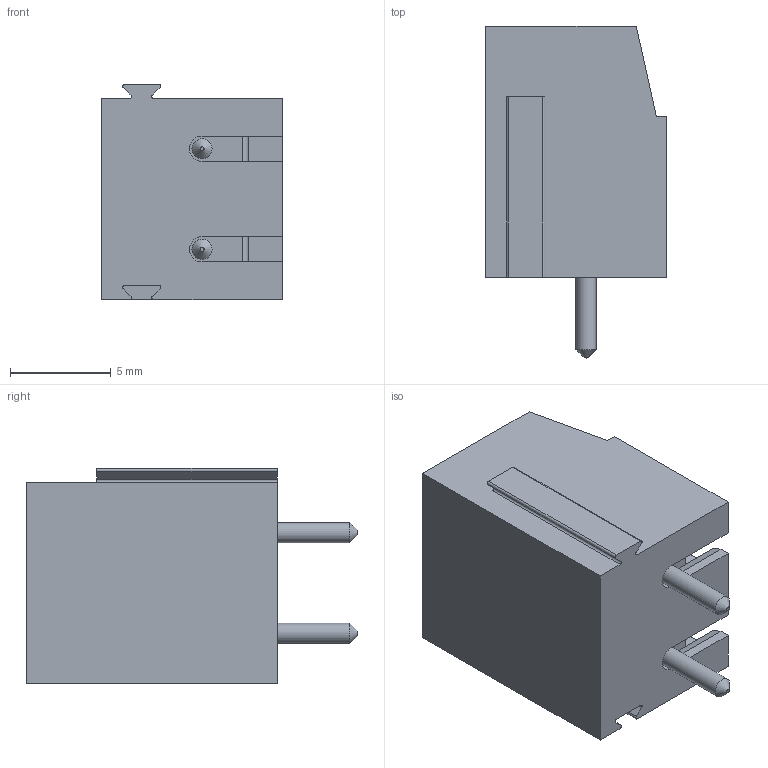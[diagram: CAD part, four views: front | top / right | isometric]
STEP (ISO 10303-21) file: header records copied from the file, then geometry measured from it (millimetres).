
FILE_DESCRIPTION((''),'2;1');
FILE_NAME('10001.4_PK100_2_50_V.stp','2012-12-06T10:49:32',('svogel'),(''),'Autodesk Inventor 2011','Autodesk Inventor 2011','');
FILE_SCHEMA(('AUTOMOTIVE_DESIGN { 1 0 10303 214 1 1 1 1 }'));
Length unit declared in the file: millimetre
Products named in the file (1): PK100_2_50_V
Bounding box: 9 x 16.5 x 10.7 mm (x, y, z)
Volume: 869.9 mm3; surface area: 1039.4 mm2
Topology: 1 solids, 1 shells, 128 faces, 344 edges, 226 vertices
Faces by surface type: plane 68, cylinder 44, torus 10, cone 6
Full cylindrical faces by diameter (mm): 1 x2
Entity records: 4233 total; most frequent: CARTESIAN_POINT 981, ORIENTED_EDGE 680, DIRECTION 670, EDGE_CURVE 340, AXIS2_PLACEMENT_3D 239, VERTEX_POINT 226, VECTOR 192, LINE 192
